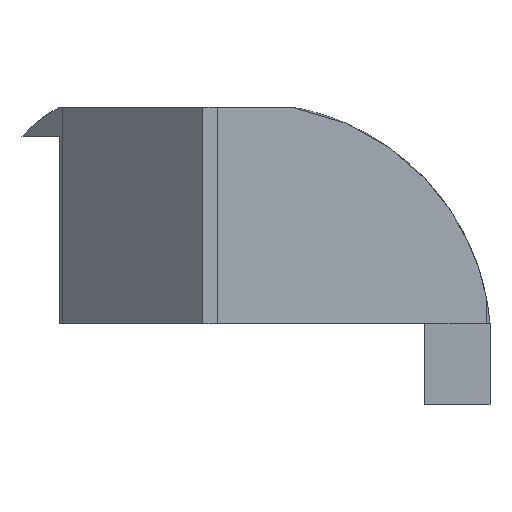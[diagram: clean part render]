
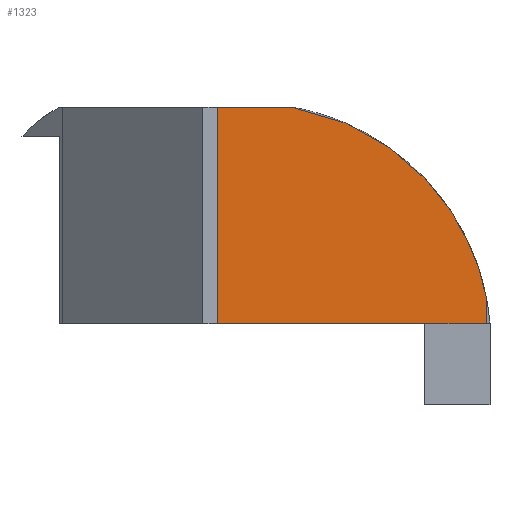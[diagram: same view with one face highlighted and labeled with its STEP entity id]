
A CAD part, front view. The second image highlights one B-rep face of the part: STEP entity #1323.
In plain terms, the highlighted planar face has unit normal (0.734, -0.679, 0).
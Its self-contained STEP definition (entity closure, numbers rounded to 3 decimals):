
#36=ELLIPSE('',#1428,24.346,16.536);
#97=FACE_OUTER_BOUND('',#167,.T.);
#167=EDGE_LOOP('',(#1174,#1175,#1176,#1177,#1178));
#224=LINE('',#1799,#371);
#340=LINE('',#2221,#487);
#356=LINE('',#2310,#503);
#357=LINE('',#2311,#504);
#371=VECTOR('',#1453,10.);
#487=VECTOR('',#1697,10.);
#503=VECTOR('',#1747,10.);
#504=VECTOR('',#1748,10.);
#520=VERTEX_POINT('',#1796);
#521=VERTEX_POINT('',#1798);
#622=VERTEX_POINT('',#2218);
#623=VERTEX_POINT('',#2220);
#636=VERTEX_POINT('',#2290);
#647=EDGE_CURVE('',#521,#520,#224,.T.);
#796=EDGE_CURVE('',#623,#622,#340,.T.);
#820=EDGE_CURVE('',#623,#636,#36,.T.);
#823=EDGE_CURVE('',#521,#622,#356,.T.);
#824=EDGE_CURVE('',#520,#636,#357,.T.);
#1174=ORIENTED_EDGE('',*,*,#796,.T.);
#1175=ORIENTED_EDGE('',*,*,#823,.F.);
#1176=ORIENTED_EDGE('',*,*,#647,.T.);
#1177=ORIENTED_EDGE('',*,*,#824,.T.);
#1178=ORIENTED_EDGE('',*,*,#820,.F.);
#1261=PLANE('',#1429);
#1323=ADVANCED_FACE('',(#97),#1261,.F.);
#1428=AXIS2_PLACEMENT_3D('',#2291,#1743,#1744);
#1429=AXIS2_PLACEMENT_3D('',#2309,#1745,#1746);
#1453=DIRECTION('',(0.679,0.734,0.));
#1697=DIRECTION('',(-0.679,-0.734,0.));
#1743=DIRECTION('center_axis',(-0.734,0.679,0.));
#1744=DIRECTION('ref_axis',(0.679,0.734,0.));
#1745=DIRECTION('center_axis',(-0.734,0.679,0.));
#1746=DIRECTION('ref_axis',(-0.679,-0.734,0.));
#1747=DIRECTION('',(0.,0.,1.));
#1748=DIRECTION('',(0.,0.,1.));
#1796=CARTESIAN_POINT('',(-118.959,20.47,3.1));
#1798=CARTESIAN_POINT('',(-137.471,0.466,3.1));
#1799=CARTESIAN_POINT('',(-114.753,25.015,3.1));
#2218=CARTESIAN_POINT('',(-137.471,0.466,18.));
#2220=CARTESIAN_POINT('',(-132.34,6.01,18.));
#2221=CARTESIAN_POINT('',(-114.753,25.015,18.));
#2290=CARTESIAN_POINT('',(-118.959,20.47,4.969));
#2291=CARTESIAN_POINT('Origin',(-135.17,2.952,1.708));
#2309=CARTESIAN_POINT('Origin',(-118.959,20.47,3.1));
#2310=CARTESIAN_POINT('',(-137.471,0.466,3.1));
#2311=CARTESIAN_POINT('',(-118.959,20.47,3.1));
